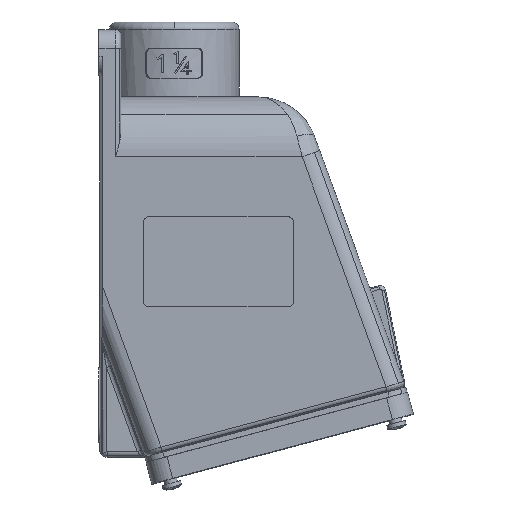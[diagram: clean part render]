
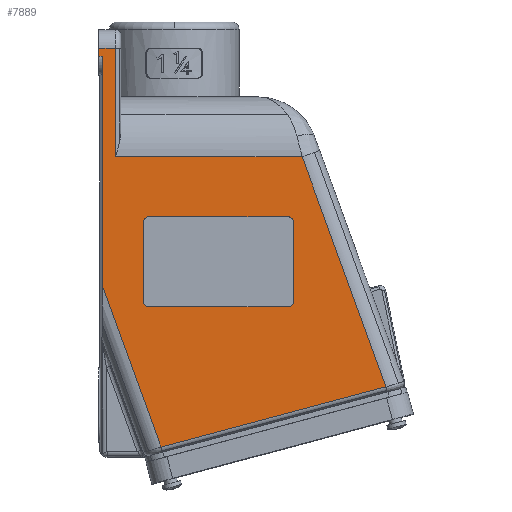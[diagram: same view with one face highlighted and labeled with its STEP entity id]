
A CAD part, top view. The second image highlights one B-rep face of the part: STEP entity #7889.
In plain terms, the highlighted planar face has unit normal (0, 0, 1).
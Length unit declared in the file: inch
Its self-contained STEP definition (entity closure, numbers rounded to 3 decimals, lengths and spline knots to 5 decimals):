
#467 = VECTOR ( 'NONE', #15419, 39.37008 ) ;
#569 = VERTEX_POINT ( 'NONE', #10461 ) ;
#630 = CARTESIAN_POINT ( 'NONE',  ( 3.13564, 3.91, 2.25 ) ) ;
#1506 = CARTESIAN_POINT ( 'NONE',  ( 3.37083, 5., 2.25 ) ) ;
#1592 = DIRECTION ( 'NONE',  ( 1., 0., 0. ) ) ;
#1838 = CIRCLE ( 'NONE', #9569, 0.09 ) ;
#1960 = VERTEX_POINT ( 'NONE', #5350 ) ;
#2172 = LINE ( 'NONE', #18534, #3518 ) ;
#2271 = CARTESIAN_POINT ( 'NONE',  ( 0.81564, 2.5, 2.25 ) ) ;
#2392 = CIRCLE ( 'NONE', #9516, 0.09 ) ;
#2409 = EDGE_CURVE ( 'NONE', #11933, #10756, #2172, .T. ) ;
#2502 = ORIENTED_EDGE ( 'NONE', *, *, #9905, .T. ) ;
#2542 = CARTESIAN_POINT ( 'NONE',  ( -0.01973, 6.68, 2.25 ) ) ;
#2944 = CARTESIAN_POINT ( 'NONE',  ( 2.06264, 2.99378, 2.25 ) ) ;
#3116 = LINE ( 'NONE', #3321, #15611 ) ;
#3321 = CARTESIAN_POINT ( 'NONE',  ( 4.33397, 2.35378, 2.25 ) ) ;
#3413 = CARTESIAN_POINT ( 'NONE',  ( -0.01973, 6.68, 2.25 ) ) ;
#3518 = VECTOR ( 'NONE', #12719, 39.37008 ) ;
#3546 = CARTESIAN_POINT ( 'NONE',  ( 0.03927, 5.05689, 2.25 ) ) ;
#3593 = LINE ( 'NONE', #3413, #467 ) ;
#3756 = EDGE_LOOP ( 'NONE', ( #5620, #2502, #7934, #18369, #10916, #10479, #14351, #6284 ) ) ;
#3767 = VERTEX_POINT ( 'NONE', #18107 ) ;
#3807 = EDGE_CURVE ( 'NONE', #10714, #11052, #3593, .T. ) ;
#3836 = VECTOR ( 'NONE', #6518, 39.37008 ) ;
#4028 = CARTESIAN_POINT ( 'NONE',  ( -0.01973, 6.68, 2.25 ) ) ;
#4280 = ORIENTED_EDGE ( 'NONE', *, *, #15455, .T. ) ;
#4362 = VERTEX_POINT ( 'NONE', #6861 ) ;
#4564 = EDGE_CURVE ( 'NONE', #17913, #6708, #16431, .T. ) ;
#4570 = AXIS2_PLACEMENT_3D ( 'NONE', #12540, #16793, #16895 ) ;
#4669 = ORIENTED_EDGE ( 'NONE', *, *, #15345, .F. ) ;
#4768 = LINE ( 'NONE', #10665, #18790 ) ;
#4821 = EDGE_CURVE ( 'NONE', #10756, #569, #3116, .T. ) ;
#4829 = CARTESIAN_POINT ( 'NONE',  ( 3.13564, 2.59, 2.25 ) ) ;
#4858 = ORIENTED_EDGE ( 'NONE', *, *, #2409, .F. ) ;
#4860 = EDGE_CURVE ( 'NONE', #16877, #4362, #10379, .T. ) ;
#5001 = LINE ( 'NONE', #17197, #16845 ) ;
#5350 = CARTESIAN_POINT ( 'NONE',  ( 3.22564, 3.91, 2.25 ) ) ;
#5620 = ORIENTED_EDGE ( 'NONE', *, *, #6543, .T. ) ;
#5738 = LINE ( 'NONE', #5933, #10031 ) ;
#5796 = CIRCLE ( 'NONE', #4570, 0.09 ) ;
#5933 = CARTESIAN_POINT ( 'NONE',  ( 3.22564, 3.45189, 2.25 ) ) ;
#6004 = VECTOR ( 'NONE', #9224, 39.37008 ) ;
#6244 = CARTESIAN_POINT ( 'NONE',  ( 0.81564, 3.91, 2.25 ) ) ;
#6284 = ORIENTED_EDGE ( 'NONE', *, *, #4860, .T. ) ;
#6356 = CARTESIAN_POINT ( 'NONE',  ( 0.03927, 2.85908, 2.25 ) ) ;
#6424 = VECTOR ( 'NONE', #14182, 39.37008 ) ;
#6504 = EDGE_CURVE ( 'NONE', #11052, #11393, #9055, .T. ) ;
#6518 = DIRECTION ( 'NONE',  ( -1., 0., 0. ) ) ;
#6543 = EDGE_CURVE ( 'NONE', #4362, #14661, #11381, .T. ) ;
#6553 = ORIENTED_EDGE ( 'NONE', *, *, #4821, .F. ) ;
#6624 = EDGE_CURVE ( 'NONE', #6708, #16877, #5796, .T. ) ;
#6708 = VERTEX_POINT ( 'NONE', #2271 ) ;
#6861 = CARTESIAN_POINT ( 'NONE',  ( 0.72564, 3.91, 2.25 ) ) ;
#6978 = CARTESIAN_POINT ( 'NONE',  ( 0.25927, 5.05689, 2.25 ) ) ;
#7039 = EDGE_CURVE ( 'NONE', #10714, #10059, #12625, .T. ) ;
#7143 = ORIENTED_EDGE ( 'NONE', *, *, #12273, .F. ) ;
#7286 = VECTOR ( 'NONE', #13177, 39.37008 ) ;
#7301 = ORIENTED_EDGE ( 'NONE', *, *, #16421, .F. ) ;
#7479 = CARTESIAN_POINT ( 'NONE',  ( 3.13564, 4., 2.25 ) ) ;
#7492 = FACE_BOUND ( 'NONE', #3756, .T. ) ;
#7889 = ADVANCED_FACE ( 'NONE', ( #7492, #13122 ), #8959, .T. ) ;
#7934 = ORIENTED_EDGE ( 'NONE', *, *, #8016, .T. ) ;
#7953 = DIRECTION ( 'NONE',  ( 1., 0., 0. ) ) ;
#8016 = EDGE_CURVE ( 'NONE', #9287, #1960, #1838, .T. ) ;
#8670 = DIRECTION ( 'NONE',  ( 0., 0., 1. ) ) ;
#8787 = CARTESIAN_POINT ( 'NONE',  ( 0.72564, 2.59, 2.25 ) ) ;
#8959 = PLANE ( 'NONE',  #14836 ) ;
#9055 = LINE ( 'NONE', #17772, #19100 ) ;
#9224 = DIRECTION ( 'NONE',  ( 0., 1., 0. ) ) ;
#9287 = VERTEX_POINT ( 'NONE', #7479 ) ;
#9300 = EDGE_CURVE ( 'NONE', #1960, #3767, #5738, .T. ) ;
#9516 = AXIS2_PLACEMENT_3D ( 'NONE', #4829, #16637, #16535 ) ;
#9569 = AXIS2_PLACEMENT_3D ( 'NONE', #630, #10685, #12339 ) ;
#9905 = EDGE_CURVE ( 'NONE', #14661, #9287, #10850, .T. ) ;
#10031 = VECTOR ( 'NONE', #11662, 39.37008 ) ;
#10059 = VERTEX_POINT ( 'NONE', #12002 ) ;
#10232 = DIRECTION ( 'NONE',  ( 1., 0., 0. ) ) ;
#10379 = LINE ( 'NONE', #16574, #6004 ) ;
#10461 = CARTESIAN_POINT ( 'NONE',  ( 4.76519, 1.16904, 2.25 ) ) ;
#10479 = ORIENTED_EDGE ( 'NONE', *, *, #4564, .T. ) ;
#10665 = CARTESIAN_POINT ( 'NONE',  ( 0.26199, 2.24718, 2.25 ) ) ;
#10685 = DIRECTION ( 'NONE',  ( 0., 0., -1. ) ) ;
#10714 = VERTEX_POINT ( 'NONE', #4028 ) ;
#10756 = VERTEX_POINT ( 'NONE', #1506 ) ;
#10769 = VERTEX_POINT ( 'NONE', #17754 ) ;
#10850 = LINE ( 'NONE', #16752, #12846 ) ;
#10916 = ORIENTED_EDGE ( 'NONE', *, *, #12448, .T. ) ;
#11052 = VERTEX_POINT ( 'NONE', #16930 ) ;
#11381 = CIRCLE ( 'NONE', #11991, 0.09 ) ;
#11393 = VERTEX_POINT ( 'NONE', #16802 ) ;
#11662 = DIRECTION ( 'NONE',  ( 0., -1., 0. ) ) ;
#11933 = VERTEX_POINT ( 'NONE', #18430 ) ;
#11991 = AXIS2_PLACEMENT_3D ( 'NONE', #6244, #15458, #13999 ) ;
#12002 = CARTESIAN_POINT ( 'NONE',  ( 0.03927, 6.68, 2.25 ) ) ;
#12273 = EDGE_CURVE ( 'NONE', #10769, #17149, #4768, .T. ) ;
#12339 = DIRECTION ( 'NONE',  ( -1., 0., 0. ) ) ;
#12448 = EDGE_CURVE ( 'NONE', #3767, #17913, #2392, .T. ) ;
#12540 = CARTESIAN_POINT ( 'NONE',  ( 0.81564, 2.59, 2.25 ) ) ;
#12625 = LINE ( 'NONE', #2542, #6424 ) ;
#12719 = DIRECTION ( 'NONE',  ( 1., 0., 0. ) ) ;
#12742 = DIRECTION ( 'NONE',  ( 0., -1., 0. ) ) ;
#12846 = VECTOR ( 'NONE', #7953, 39.37008 ) ;
#13122 = FACE_OUTER_BOUND ( 'NONE', #17668, .T. ) ;
#13177 = DIRECTION ( 'NONE',  ( 0., -1., 0. ) ) ;
#13418 = ORIENTED_EDGE ( 'NONE', *, *, #3807, .F. ) ;
#13456 = VECTOR ( 'NONE', #12742, 39.37008 ) ;
#13999 = DIRECTION ( 'NONE',  ( 0., -1., 0. ) ) ;
#14038 = CARTESIAN_POINT ( 'NONE',  ( 3.13564, 2.5, 2.25 ) ) ;
#14104 = DIRECTION ( 'NONE',  ( -0.966, -0.259, 0. ) ) ;
#14182 = DIRECTION ( 'NONE',  ( 1., 0., 0. ) ) ;
#14351 = ORIENTED_EDGE ( 'NONE', *, *, #6624, .T. ) ;
#14572 = ORIENTED_EDGE ( 'NONE', *, *, #6504, .F. ) ;
#14661 = VERTEX_POINT ( 'NONE', #18973 ) ;
#14836 = AXIS2_PLACEMENT_3D ( 'NONE', #2944, #8670, #1592 ) ;
#15345 = EDGE_CURVE ( 'NONE', #569, #10769, #5001, .T. ) ;
#15419 = DIRECTION ( 'NONE',  ( 0., 1., 0. ) ) ;
#15455 = EDGE_CURVE ( 'NONE', #10059, #17149, #17013, .T. ) ;
#15458 = DIRECTION ( 'NONE',  ( 0., 0., -1. ) ) ;
#15611 = VECTOR ( 'NONE', #18017, 39.37008 ) ;
#15889 = LINE ( 'NONE', #6978, #7286 ) ;
#16421 = EDGE_CURVE ( 'NONE', #11393, #11933, #15889, .T. ) ;
#16431 = LINE ( 'NONE', #18537, #3836 ) ;
#16535 = DIRECTION ( 'NONE',  ( 0., 1., 0. ) ) ;
#16574 = CARTESIAN_POINT ( 'NONE',  ( 0.72564, 2.79189, 2.25 ) ) ;
#16575 = DIRECTION ( 'NONE',  ( -0.342, 0.94, 0. ) ) ;
#16637 = DIRECTION ( 'NONE',  ( 0., 0., -1. ) ) ;
#16752 = CARTESIAN_POINT ( 'NONE',  ( 1.43914, 4., 2.25 ) ) ;
#16793 = DIRECTION ( 'NONE',  ( 0., 0., -1. ) ) ;
#16802 = CARTESIAN_POINT ( 'NONE',  ( 0.25927, 6.81, 2.25 ) ) ;
#16845 = VECTOR ( 'NONE', #14104, 39.37008 ) ;
#16877 = VERTEX_POINT ( 'NONE', #8787 ) ;
#16895 = DIRECTION ( 'NONE',  ( 1., 0., 0. ) ) ;
#16930 = CARTESIAN_POINT ( 'NONE',  ( -0.01973, 6.81, 2.25 ) ) ;
#17013 = LINE ( 'NONE', #3546, #13456 ) ;
#17149 = VERTEX_POINT ( 'NONE', #6356 ) ;
#17197 = CARTESIAN_POINT ( 'NONE',  ( 1.71329, 0.35129, 2.25 ) ) ;
#17668 = EDGE_LOOP ( 'NONE', ( #4669, #6553, #4858, #7301, #14572, #13418, #18836, #4280, #7143 ) ) ;
#17754 = CARTESIAN_POINT ( 'NONE',  ( 1.01968, 0.16544, 2.25 ) ) ;
#17772 = CARTESIAN_POINT ( 'NONE',  ( -0.01973, 6.81, 2.25 ) ) ;
#17913 = VERTEX_POINT ( 'NONE', #14038 ) ;
#18017 = DIRECTION ( 'NONE',  ( 0.342, -0.94, 0. ) ) ;
#18107 = CARTESIAN_POINT ( 'NONE',  ( 3.22564, 2.59, 2.25 ) ) ;
#18369 = ORIENTED_EDGE ( 'NONE', *, *, #9300, .T. ) ;
#18430 = CARTESIAN_POINT ( 'NONE',  ( 0.25927, 5., 2.25 ) ) ;
#18534 = CARTESIAN_POINT ( 'NONE',  ( 2.6997, 5., 2.25 ) ) ;
#18537 = CARTESIAN_POINT ( 'NONE',  ( 2.59914, 2.5, 2.25 ) ) ;
#18790 = VECTOR ( 'NONE', #16575, 39.37008 ) ;
#18836 = ORIENTED_EDGE ( 'NONE', *, *, #7039, .T. ) ;
#18973 = CARTESIAN_POINT ( 'NONE',  ( 0.81564, 4., 2.25 ) ) ;
#19100 = VECTOR ( 'NONE', #10232, 39.37008 ) ;
